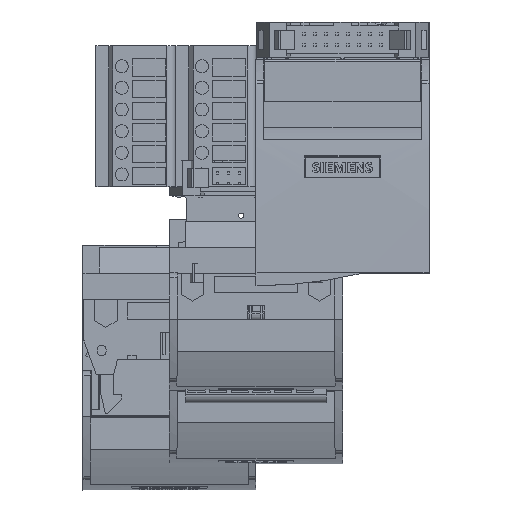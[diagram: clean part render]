
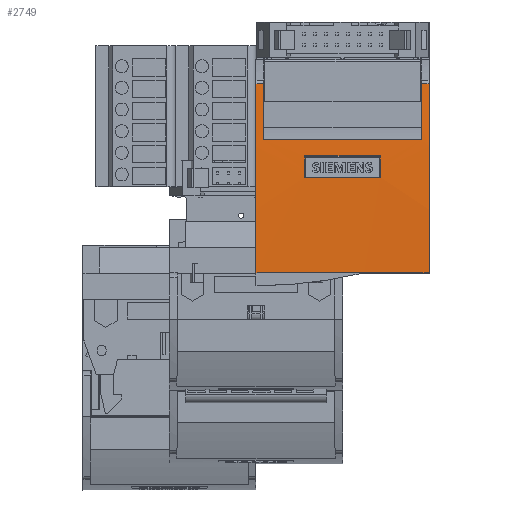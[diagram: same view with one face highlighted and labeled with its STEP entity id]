
A CAD part, top view. The second image highlights one B-rep face of the part: STEP entity #2749.
In plain terms, the highlighted cylindrical face has radius 400 mm (diameter 800 mm), a partial arc.
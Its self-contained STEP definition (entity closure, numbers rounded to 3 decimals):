
#2749 = ADVANCED_FACE( '', ( #5908, #5909 ), #5910, .T. );
#5908 = FACE_OUTER_BOUND( '', #9211, .T. );
#5909 = FACE_BOUND( '', #9212, .T. );
#5910 = CYLINDRICAL_SURFACE( '', #9213, 400. );
#9211 = EDGE_LOOP( '', ( #17585, #17586, #17587, #17588, #17589, #17590, #17591, #17592, #17593 ) );
#9212 = EDGE_LOOP( '', ( #17594, #17595, #17596, #17597 ) );
#9213 = AXIS2_PLACEMENT_3D( '', #17598, #17599, #17600 );
#17585 = ORIENTED_EDGE( '', *, *, #18968, .F. );
#17586 = ORIENTED_EDGE( '', *, *, #19085, .T. );
#17587 = ORIENTED_EDGE( '', *, *, #21745, .F. );
#17588 = ORIENTED_EDGE( '', *, *, #18774, .T. );
#17589 = ORIENTED_EDGE( '', *, *, #21291, .F. );
#17590 = ORIENTED_EDGE( '', *, *, #21608, .T. );
#17591 = ORIENTED_EDGE( '', *, *, #21124, .T. );
#17592 = ORIENTED_EDGE( '', *, *, #21044, .F. );
#17593 = ORIENTED_EDGE( '', *, *, #20837, .F. );
#17594 = ORIENTED_EDGE( '', *, *, #21746, .F. );
#17595 = ORIENTED_EDGE( '', *, *, #19604, .T. );
#17596 = ORIENTED_EDGE( '', *, *, #20815, .T. );
#17597 = ORIENTED_EDGE( '', *, *, #21019, .F. );
#17598 = CARTESIAN_POINT( '', ( 20., 372.5, 0. ) );
#17599 = DIRECTION( '', ( -1., 0., 0. ) );
#17600 = DIRECTION( '', ( 0., 0., 1. ) );
#18774 = EDGE_CURVE( '', #22070, #22068, #22071, .T. );
#18968 = EDGE_CURVE( '', #22413, #22415, #22416, .T. );
#19085 = EDGE_CURVE( '', #22413, #22616, #22618, .T. );
#19604 = EDGE_CURVE( '', #23503, #23501, #23504, .T. );
#20815 = EDGE_CURVE( '', #23501, #25382, #25383, .T. );
#20837 = EDGE_CURVE( '', #22415, #25411, #25412, .T. );
#21019 = EDGE_CURVE( '', #25641, #25382, #25643, .T. );
#21044 = EDGE_CURVE( '', #25411, #25674, #25675, .T. );
#21124 = EDGE_CURVE( '', #25776, #25674, #25777, .T. );
#21291 = EDGE_CURVE( '', #26002, #22068, #26004, .T. );
#21608 = EDGE_CURVE( '', #26002, #25776, #26379, .T. );
#21745 = EDGE_CURVE( '', #22070, #22616, #26529, .T. );
#21746 = EDGE_CURVE( '', #23503, #25641, #26530, .T. );
#22068 = VERTEX_POINT( '', #27012 );
#22070 = VERTEX_POINT( '', #27014 );
#22071 = LINE( '', #27015, #27016 );
#22413 = VERTEX_POINT( '', #27587 );
#22415 = VERTEX_POINT( '', #27589 );
#22416 = CIRCLE( '', #27590, 400. );
#22616 = VERTEX_POINT( '', #27871 );
#22618 = LINE( '', #27873, #27874 );
#23501 = VERTEX_POINT( '', #29369 );
#23503 = VERTEX_POINT( '', #29372 );
#23504 = LINE( '', #29373, #29374 );
#25382 = VERTEX_POINT( '', #32482 );
#25383 = CIRCLE( '', #32483, 400. );
#25411 = VERTEX_POINT( '', #32526 );
#25412 = LINE( '', #32527, #32528 );
#25641 = VERTEX_POINT( '', #32953 );
#25643 = LINE( '', #32956, #32957 );
#25674 = VERTEX_POINT( '', #33002 );
#25675 = LINE( '', #33003, #33004 );
#25776 = VERTEX_POINT( '', #33314 );
#25777 = CIRCLE( '', #33315, 400. );
#26002 = VERTEX_POINT( '', #33681 );
#26004 = ELLIPSE( '', #33683, 400.015, 400. );
#26379 = LINE( '', #34363, #34364 );
#26529 = ELLIPSE( '', #34690, 400.015, 400. );
#26530 = CIRCLE( '', #34691, 400. );
#27012 = CARTESIAN_POINT( '', ( -18.28, -26.32, 30.7 ) );
#27014 = CARTESIAN_POINT( '', ( 18.28, -26.32, 30.7 ) );
#27015 = CARTESIAN_POINT( '', ( 18.2, -26.32, 30.7 ) );
#27016 = VECTOR( '', #34966, 1000. );
#27587 = CARTESIAN_POINT( '', ( 20., -25.103, 43.722 ) );
#27589 = CARTESIAN_POINT( '', ( 20., -27.5, 0. ) );
#27590 = AXIS2_PLACEMENT_3D( '', #35147, #35148, #35149 );
#27871 = CARTESIAN_POINT( '', ( 18.27, -25.103, 43.722 ) );
#27873 = CARTESIAN_POINT( '', ( 20., -25.103, 43.722 ) );
#27874 = VECTOR( '', #35264, 1000. );
#29369 = CARTESIAN_POINT( '', ( -8.75, -26.889, 22.093 ) );
#29372 = CARTESIAN_POINT( '', ( 8.75, -26.889, 22.093 ) );
#29373 = CARTESIAN_POINT( '', ( 8.75, -26.889, 22.093 ) );
#29374 = VECTOR( '', #35727, 1000. );
#32482 = CARTESIAN_POINT( '', ( -8.75, -26.588, 26.996 ) );
#32483 = AXIS2_PLACEMENT_3D( '', #36937, #36938, #36939 );
#32526 = CARTESIAN_POINT( '', ( 5., -27.5, 0. ) );
#32527 = CARTESIAN_POINT( '', ( 20., -27.5, 0. ) );
#32528 = VECTOR( '', #36955, 1000. );
#32953 = CARTESIAN_POINT( '', ( 8.75, -26.588, 26.996 ) );
#32956 = CARTESIAN_POINT( '', ( 8.75, -26.588, 26.996 ) );
#32957 = VECTOR( '', #37085, 1000. );
#33002 = CARTESIAN_POINT( '', ( -20., -27.5, 0. ) );
#33003 = CARTESIAN_POINT( '', ( 5., -27.5, 0. ) );
#33004 = VECTOR( '', #37103, 1000. );
#33314 = CARTESIAN_POINT( '', ( -20., -25.103, 43.722 ) );
#33315 = AXIS2_PLACEMENT_3D( '', #37159, #37160, #37161 );
#33681 = CARTESIAN_POINT( '', ( -18.27, -25.103, 43.722 ) );
#33683 = AXIS2_PLACEMENT_3D( '', #37344, #37345, #37346 );
#34363 = CARTESIAN_POINT( '', ( 20., -25.103, 43.722 ) );
#34364 = VECTOR( '', #37547, 1000. );
#34690 = AXIS2_PLACEMENT_3D( '', #37607, #37608, #37609 );
#34691 = AXIS2_PLACEMENT_3D( '', #37610, #37611, #37612 );
#34966 = DIRECTION( '', ( -1., 0., 0. ) );
#35147 = CARTESIAN_POINT( '', ( 20., 372.5, 0. ) );
#35148 = DIRECTION( '', ( 1., 0., 0. ) );
#35149 = DIRECTION( '', ( 0., 1., 0. ) );
#35264 = DIRECTION( '', ( -1., 0., 0. ) );
#35727 = DIRECTION( '', ( -1., 0., 0. ) );
#36937 = CARTESIAN_POINT( '', ( -8.75, 372.5, 0. ) );
#36938 = DIRECTION( '', ( -1., 0., 0. ) );
#36939 = DIRECTION( '', ( 0., 1., 0. ) );
#36955 = DIRECTION( '', ( -1., 0., 0. ) );
#37085 = DIRECTION( '', ( -1., 0., 0. ) );
#37103 = DIRECTION( '', ( -1., 0., 0. ) );
#37159 = CARTESIAN_POINT( '', ( -20., 372.5, 0. ) );
#37160 = DIRECTION( '', ( 1., 0., 0. ) );
#37161 = DIRECTION( '', ( 0., 1., 0. ) );
#37344 = CARTESIAN_POINT( '', ( -14.8, 372.5, 0. ) );
#37345 = DIRECTION( '', ( 1., -0.009, 0. ) );
#37346 = DIRECTION( '', ( -0.009, -1., 0. ) );
#37547 = DIRECTION( '', ( -1., 0., 0. ) );
#37607 = CARTESIAN_POINT( '', ( 14.8, 372.5, 0. ) );
#37608 = DIRECTION( '', ( -1., -0.009, 0. ) );
#37609 = DIRECTION( '', ( -0.009, 1., 0. ) );
#37610 = CARTESIAN_POINT( '', ( 8.75, 372.5, 0. ) );
#37611 = DIRECTION( '', ( -1., 0., 0. ) );
#37612 = DIRECTION( '', ( 0., 1., 0. ) );
